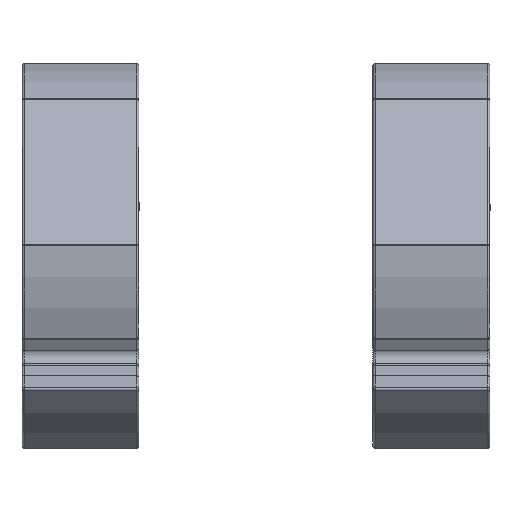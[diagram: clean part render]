
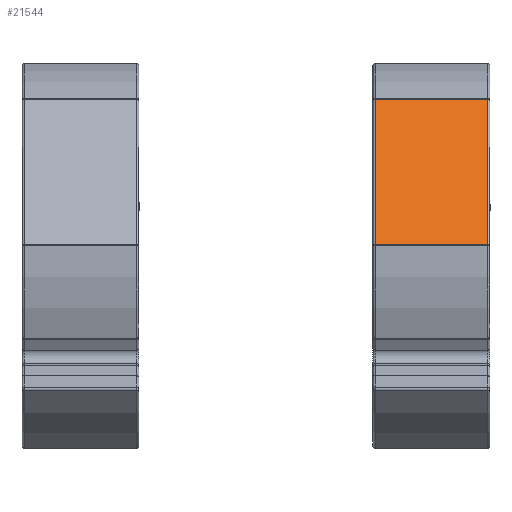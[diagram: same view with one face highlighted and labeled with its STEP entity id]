
A CAD part, front view. The second image highlights one B-rep face of the part: STEP entity #21544.
In plain terms, the highlighted planar face has unit normal (0, -0.866, 0.5).
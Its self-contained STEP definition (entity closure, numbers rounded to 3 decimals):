
#1013 = AXIS2_PLACEMENT_3D ( 'NONE', #14677, #16909, #17180 ) ;
#1092 = ORIENTED_EDGE ( 'NONE', *, *, #13846, .T. ) ;
#1783 = CARTESIAN_POINT ( 'NONE',  ( 6.35, -21.876, 2.11 ) ) ;
#1869 = CARTESIAN_POINT ( 'NONE',  ( 6.1, -21.876, 2.11 ) ) ;
#2119 = CARTESIAN_POINT ( 'NONE',  ( -6.1, -12.765, 17.89 ) ) ;
#2158 = DIRECTION ( 'NONE',  ( 0., -0.5, -0.866 ) ) ;
#2749 = VERTEX_POINT ( 'NONE', #14895 ) ;
#3479 = VECTOR ( 'NONE', #13675, 1000. ) ;
#6189 = VECTOR ( 'NONE', #14378, 1000. ) ;
#6600 = CARTESIAN_POINT ( 'NONE',  ( -6.35, -12.765, 17.89 ) ) ;
#7925 = VERTEX_POINT ( 'NONE', #2119 ) ;
#10844 = FACE_OUTER_BOUND ( 'NONE', #13295, .T. ) ;
#12944 = VERTEX_POINT ( 'NONE', #24539 ) ;
#13295 = EDGE_LOOP ( 'NONE', ( #15361, #25583, #1092, #22719 ) ) ;
#13675 = DIRECTION ( 'NONE',  ( 1., 0., 0. ) ) ;
#13846 = EDGE_CURVE ( 'NONE', #12944, #18791, #16041, .T. ) ;
#14378 = DIRECTION ( 'NONE',  ( 0., 0.5, 0.866 ) ) ;
#14677 = CARTESIAN_POINT ( 'NONE',  ( 0., -17.321, 10. ) ) ;
#14895 = CARTESIAN_POINT ( 'NONE',  ( 6.1, -12.765, 17.89 ) ) ;
#15361 = ORIENTED_EDGE ( 'NONE', *, *, #23000, .T. ) ;
#16041 = LINE ( 'NONE', #1783, #3479 ) ;
#16909 = DIRECTION ( 'NONE',  ( 0., -0.866, 0.5 ) ) ;
#17180 = DIRECTION ( 'NONE',  ( 0., -0.5, -0.866 ) ) ;
#17644 = EDGE_CURVE ( 'NONE', #7925, #12944, #24770, .T. ) ;
#18791 = VERTEX_POINT ( 'NONE', #1869 ) ;
#19159 = PLANE ( 'NONE',  #1013 ) ;
#20171 = CARTESIAN_POINT ( 'NONE',  ( 6.1, -17.321, 10. ) ) ;
#20191 = EDGE_CURVE ( 'NONE', #18791, #2749, #22147, .T. ) ;
#21171 = VECTOR ( 'NONE', #22668, 1000. ) ;
#21544 = ADVANCED_FACE ( 'NONE', ( #10844 ), #19159, .T. ) ;
#22147 = LINE ( 'NONE', #20171, #6189 ) ;
#22668 = DIRECTION ( 'NONE',  ( -1., 0., 0. ) ) ;
#22719 = ORIENTED_EDGE ( 'NONE', *, *, #20191, .T. ) ;
#22939 = CARTESIAN_POINT ( 'NONE',  ( -6.1, -21.903, 2.063 ) ) ;
#23000 = EDGE_CURVE ( 'NONE', #2749, #7925, #24648, .T. ) ;
#24475 = VECTOR ( 'NONE', #2158, 1000. ) ;
#24539 = CARTESIAN_POINT ( 'NONE',  ( -6.1, -21.876, 2.11 ) ) ;
#24648 = LINE ( 'NONE', #6600, #21171 ) ;
#24770 = LINE ( 'NONE', #22939, #24475 ) ;
#25583 = ORIENTED_EDGE ( 'NONE', *, *, #17644, .T. ) ;
